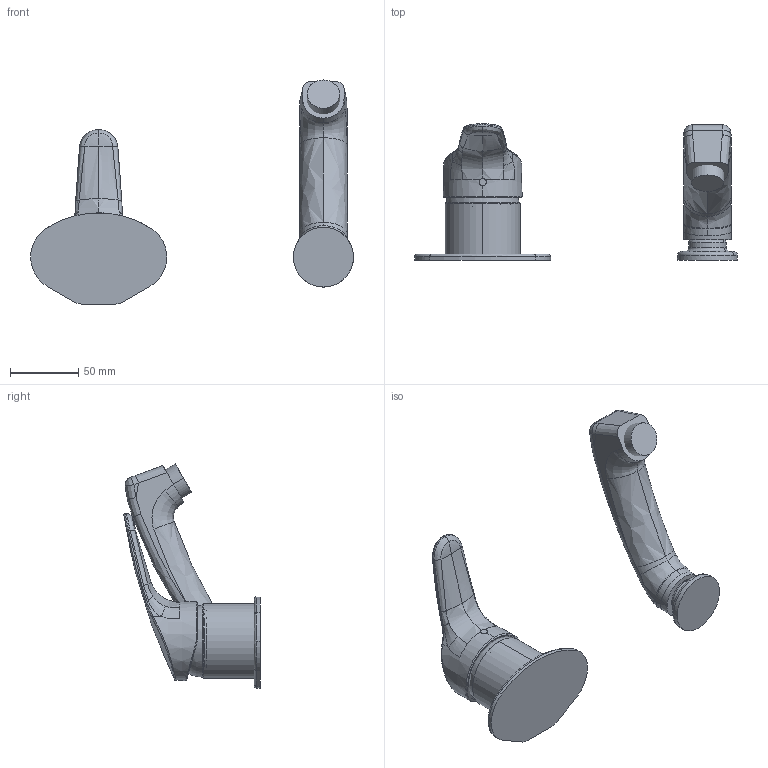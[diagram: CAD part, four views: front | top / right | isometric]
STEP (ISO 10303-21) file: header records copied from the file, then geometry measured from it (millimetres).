
FILE_DESCRIPTION (( 'STEP AP203' ), '1' );
FILE_NAME ('01262183.STEP', '2018-03-21T11:18:59', ( '' ), ( '' ), 'SwSTEP 2.0', 'SolidWorks 2016', '' );
FILE_SCHEMA (( 'CONFIG_CONTROL_DESIGN' ));
Length unit declared in the file: millimetre
Products named in the file (1): 01262183
Bounding box: 237 x 100.12 x 164.58 mm (x, y, z)
Volume: 380992.1 mm3; surface area: 67749.8 mm2
Topology: 7 solids, 7 shells, 156 faces, 369 edges, 226 vertices
Faces by surface type: bspline 105, cylinder 25, plane 22, cone 4
Entity records: 16178 total; most frequent: CARTESIAN_POINT 13378, ORIENTED_EDGE 730, EDGE_CURVE 365, DIRECTION 276, B_SPLINE_CURVE_WITH_KNOTS 233, VERTEX_POINT 226, EDGE_LOOP 159, FACE_OUTER_BOUND 156
